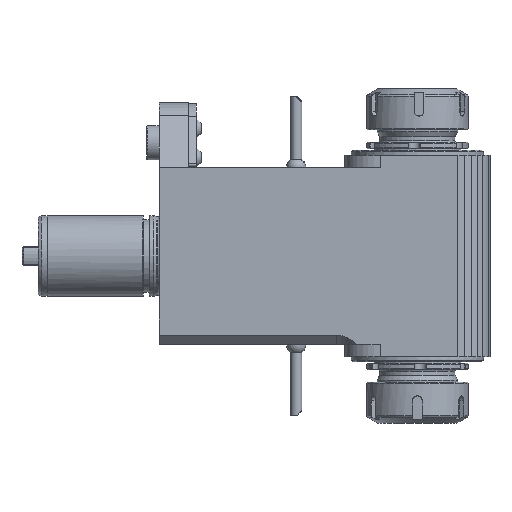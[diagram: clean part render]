
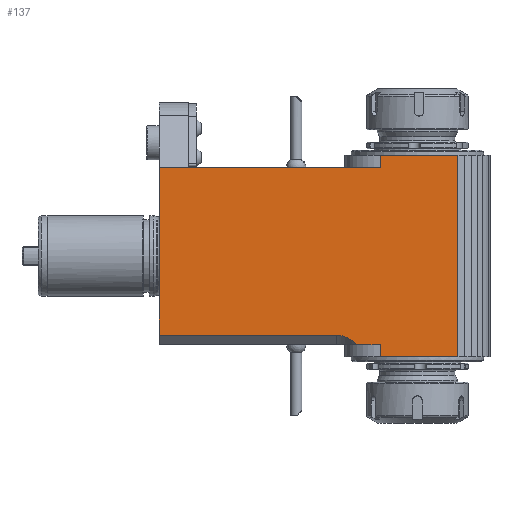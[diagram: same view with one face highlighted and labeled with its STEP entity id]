
A CAD part, left-side view. The second image highlights one B-rep face of the part: STEP entity #137.
In plain terms, the highlighted planar face has unit normal (-1, 0, 0).
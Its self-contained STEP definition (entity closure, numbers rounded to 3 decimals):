
#70 = CARTESIAN_POINT ( 'NONE',  ( -48., -160.167, -62.5 ) ) ;
#137 = ADVANCED_FACE ( 'NONE', ( #27878 ), #11414, .F. ) ;
#849 = LINE ( 'NONE', #23819, #23106 ) ;
#1357 = ORIENTED_EDGE ( 'NONE', *, *, #26020, .T. ) ;
#2272 = LINE ( 'NONE', #17694, #20995 ) ;
#2317 = ORIENTED_EDGE ( 'NONE', *, *, #26981, .F. ) ;
#2425 = CARTESIAN_POINT ( 'NONE',  ( -48., 0., -55. ) ) ;
#2548 = CARTESIAN_POINT ( 'NONE',  ( -48., 0., -49. ) ) ;
#2758 = CARTESIAN_POINT ( 'NONE',  ( -48., 0., 55. ) ) ;
#3082 = VERTEX_POINT ( 'NONE', #12197 ) ;
#3760 = VECTOR ( 'NONE', #16206, 1000. ) ;
#4066 = CARTESIAN_POINT ( 'NONE',  ( -48., 25., -49. ) ) ;
#4578 = ORIENTED_EDGE ( 'NONE', *, *, #18778, .T. ) ;
#4704 = VERTEX_POINT ( 'NONE', #19427 ) ;
#4739 = EDGE_CURVE ( 'NONE', #6063, #4704, #849, .T. ) ;
#5184 = EDGE_CURVE ( 'NONE', #27457, #29705, #27061, .T. ) ;
#6029 = DIRECTION ( 'NONE',  ( 0., 1., 0. ) ) ;
#6063 = VERTEX_POINT ( 'NONE', #70 ) ;
#6388 = VECTOR ( 'NONE', #23646, 1000. ) ;
#6606 = EDGE_CURVE ( 'NONE', #3082, #4704, #6650, .T. ) ;
#6650 = LINE ( 'NONE', #12067, #14542 ) ;
#8595 = CARTESIAN_POINT ( 'NONE',  ( -48., -180., -55. ) ) ;
#9205 = VECTOR ( 'NONE', #28867, 1000. ) ;
#9448 = DIRECTION ( 'NONE',  ( 0., 0., -1. ) ) ;
#9896 = CARTESIAN_POINT ( 'NONE',  ( -48., -180., 62.5 ) ) ;
#10018 = ORIENTED_EDGE ( 'NONE', *, *, #22308, .T. ) ;
#10023 = LINE ( 'NONE', #2758, #22999 ) ;
#10079 = ORIENTED_EDGE ( 'NONE', *, *, #6606, .T. ) ;
#11359 = ORIENTED_EDGE ( 'NONE', *, *, #4739, .F. ) ;
#11414 = PLANE ( 'NONE',  #22833 ) ;
#11503 = DIRECTION ( 'NONE',  ( 1., 0., 0. ) ) ;
#11574 = EDGE_CURVE ( 'NONE', #26240, #28670, #25853, .T. ) ;
#11914 = CARTESIAN_POINT ( 'NONE',  ( -48., -85., -49. ) ) ;
#12013 = CARTESIAN_POINT ( 'NONE',  ( -48., -93.767, -51.075 ) ) ;
#12067 = CARTESIAN_POINT ( 'NONE',  ( -48., -112., -62.5 ) ) ;
#12197 = CARTESIAN_POINT ( 'NONE',  ( -48., -112., -55. ) ) ;
#12198 = DIRECTION ( 'NONE',  ( 0., 1., 0. ) ) ;
#12305 = CARTESIAN_POINT ( 'NONE',  ( -48., -112., 55. ) ) ;
#12403 = ORIENTED_EDGE ( 'NONE', *, *, #24414, .T. ) ;
#12495 = LINE ( 'NONE', #25779, #6388 ) ;
#13702 = DIRECTION ( 'NONE',  ( 0., 0., -1. ) ) ;
#13829 = DIRECTION ( 'NONE',  ( 0., 0., 1. ) ) ;
#14147 = CARTESIAN_POINT ( 'NONE',  ( -48., -112., 62.5 ) ) ;
#14542 = VECTOR ( 'NONE', #9448, 1000. ) ;
#14634 = VERTEX_POINT ( 'NONE', #4066 ) ;
#16206 = DIRECTION ( 'NONE',  ( 0., 0., -1. ) ) ;
#16420 = ORIENTED_EDGE ( 'NONE', *, *, #11574, .T. ) ;
#16783 = VERTEX_POINT ( 'NONE', #12305 ) ;
#16814 = DIRECTION ( 'NONE',  ( 0., 1., 0. ) ) ;
#17694 = CARTESIAN_POINT ( 'NONE',  ( -48., 0., 55. ) ) ;
#17709 = EDGE_CURVE ( 'NONE', #28670, #16783, #12495, .T. ) ;
#18111 = EDGE_CURVE ( 'NONE', #3082, #27457, #27610, .T. ) ;
#18400 = ORIENTED_EDGE ( 'NONE', *, *, #18111, .F. ) ;
#18418 = DIRECTION ( 'NONE',  ( 0., -1., 0. ) ) ;
#18778 = EDGE_CURVE ( 'NONE', #19054, #14634, #19641, .T. ) ;
#19054 = VERTEX_POINT ( 'NONE', #29309 ) ;
#19121 = DIRECTION ( 'NONE',  ( 0., 1., 0. ) ) ;
#19427 = CARTESIAN_POINT ( 'NONE',  ( -48., -112., -62.5 ) ) ;
#19641 = LINE ( 'NONE', #20879, #3760 ) ;
#20441 = VECTOR ( 'NONE', #18418, 1000. ) ;
#20879 = CARTESIAN_POINT ( 'NONE',  ( -48., 25., -55. ) ) ;
#20995 = VECTOR ( 'NONE', #6029, 1000. ) ;
#21110 = CARTESIAN_POINT ( 'NONE',  ( -48., -97.317, -55. ) ) ;
#21296 = ORIENTED_EDGE ( 'NONE', *, *, #5184, .F. ) ;
#21532 = CARTESIAN_POINT ( 'NONE',  ( -48., -97.317, -55. ) ) ;
#22103 = EDGE_LOOP ( 'NONE', ( #4578, #12403, #21296, #18400, #10079, #11359, #2317, #16420, #26499, #10018, #1357 ) ) ;
#22308 = EDGE_CURVE ( 'NONE', #16783, #24998, #2272, .T. ) ;
#22419 = CARTESIAN_POINT ( 'NONE',  ( -48., -160.167, 62.5 ) ) ;
#22833 = AXIS2_PLACEMENT_3D ( 'NONE', #2425, #11503, #13829 ) ;
#22999 = VECTOR ( 'NONE', #16814, 1000. ) ;
#23106 = VECTOR ( 'NONE', #19121, 1000. ) ;
#23498 = CARTESIAN_POINT ( 'NONE',  ( -48., -89.506, -49. ) ) ;
#23646 = DIRECTION ( 'NONE',  ( 0., 0., -1. ) ) ;
#23819 = CARTESIAN_POINT ( 'NONE',  ( -48., -180., -62.5 ) ) ;
#24414 = EDGE_CURVE ( 'NONE', #14634, #29705, #26890, .T. ) ;
#24426 = VECTOR ( 'NONE', #13702, 1000. ) ;
#24998 = VERTEX_POINT ( 'NONE', #29288 ) ;
#25370 = CARTESIAN_POINT ( 'NONE',  ( -48., -85., -49. ) ) ;
#25779 = CARTESIAN_POINT ( 'NONE',  ( -48., -112., -62.5 ) ) ;
#25853 = LINE ( 'NONE', #9896, #29452 ) ;
#26020 = EDGE_CURVE ( 'NONE', #24998, #19054, #10023, .T. ) ;
#26240 = VERTEX_POINT ( 'NONE', #22419 ) ;
#26499 = ORIENTED_EDGE ( 'NONE', *, *, #17709, .T. ) ;
#26890 = LINE ( 'NONE', #2548, #20441 ) ;
#26981 = EDGE_CURVE ( 'NONE', #26240, #6063, #28057, .T. ) ;
#27061 =( BOUNDED_CURVE ( )  B_SPLINE_CURVE ( 3, ( #21110, #12013, #23498, #11914 ),
 .UNSPECIFIED., .F., .F. ) 
 B_SPLINE_CURVE_WITH_KNOTS ( ( 4, 4 ),
 ( 2.478, 3.142 ),
 .UNSPECIFIED. ) 
 CURVE ( )  GEOMETRIC_REPRESENTATION_ITEM ( )  RATIONAL_B_SPLINE_CURVE ( ( 1., 0.964, 0.964, 1. ) ) 
 REPRESENTATION_ITEM ( '' )  );
#27457 = VERTEX_POINT ( 'NONE', #21532 ) ;
#27610 = LINE ( 'NONE', #8595, #9205 ) ;
#27878 = FACE_OUTER_BOUND ( 'NONE', #22103, .T. ) ;
#28057 = LINE ( 'NONE', #29648, #24426 ) ;
#28670 = VERTEX_POINT ( 'NONE', #14147 ) ;
#28867 = DIRECTION ( 'NONE',  ( 0., 1., 0. ) ) ;
#29288 = CARTESIAN_POINT ( 'NONE',  ( -48., 7., 55. ) ) ;
#29309 = CARTESIAN_POINT ( 'NONE',  ( -48., 25., 55. ) ) ;
#29452 = VECTOR ( 'NONE', #12198, 1000. ) ;
#29648 = CARTESIAN_POINT ( 'NONE',  ( -48., -160.167, 62.5 ) ) ;
#29705 = VERTEX_POINT ( 'NONE', #25370 ) ;
